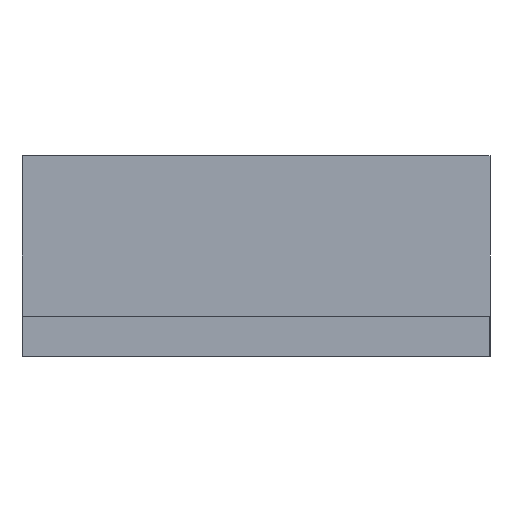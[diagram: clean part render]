
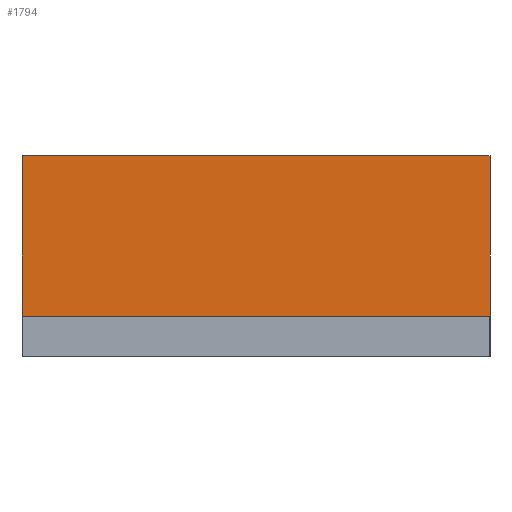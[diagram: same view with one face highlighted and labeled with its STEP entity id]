
A CAD part, left-side view. The second image highlights one B-rep face of the part: STEP entity #1794.
In plain terms, the highlighted planar face has unit normal (-1, 0, 0).
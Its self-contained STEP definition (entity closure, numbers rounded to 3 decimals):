
#116=LINE('',#3434,#245);
#117=LINE('',#3437,#246);
#118=LINE('',#3439,#247);
#119=LINE('',#3441,#248);
#245=VECTOR('',#3056,1000.);
#246=VECTOR('',#3057,1000.);
#247=VECTOR('',#3058,1000.);
#248=VECTOR('',#3059,1000.);
#414=PLANE('',#2804);
#564=ORIENTED_EDGE('',*,*,#968,.T.);
#565=ORIENTED_EDGE('',*,*,#969,.F.);
#566=ORIENTED_EDGE('',*,*,#970,.F.);
#567=ORIENTED_EDGE('',*,*,#971,.T.);
#968=EDGE_CURVE('',#1190,#1191,#116,.T.);
#969=EDGE_CURVE('',#1192,#1191,#117,.T.);
#970=EDGE_CURVE('',#1193,#1192,#118,.T.);
#971=EDGE_CURVE('',#1193,#1190,#119,.T.);
#1190=VERTEX_POINT('',#3435);
#1191=VERTEX_POINT('',#3436);
#1192=VERTEX_POINT('',#3438);
#1193=VERTEX_POINT('',#3440);
#1430=EDGE_LOOP('',(#564,#565,#566,#567));
#1616=FACE_BOUND('',#1430,.T.);
#1794=ADVANCED_FACE('',(#1616),#414,.F.);
#2804=AXIS2_PLACEMENT_3D('',#3433,#3054,#3055);
#3054=DIRECTION('',(1.,0.,0.));
#3055=DIRECTION('',(0.,1.,0.));
#3056=DIRECTION('',(0.,-1.,0.));
#3057=DIRECTION('',(0.,0.,-1.));
#3058=DIRECTION('',(0.,-1.,0.));
#3059=DIRECTION('',(0.,0.,-1.));
#3433=CARTESIAN_POINT('',(-1.75,1.75,1.5));
#3434=CARTESIAN_POINT('',(-1.75,1.75,0.3));
#3435=CARTESIAN_POINT('',(-1.75,1.75,0.3));
#3436=CARTESIAN_POINT('',(-1.75,-1.75,0.3));
#3437=CARTESIAN_POINT('',(-1.75,-1.75,1.5));
#3438=CARTESIAN_POINT('',(-1.75,-1.75,1.5));
#3439=CARTESIAN_POINT('',(-1.75,1.75,1.5));
#3440=CARTESIAN_POINT('',(-1.75,1.75,1.5));
#3441=CARTESIAN_POINT('',(-1.75,1.75,1.5));
